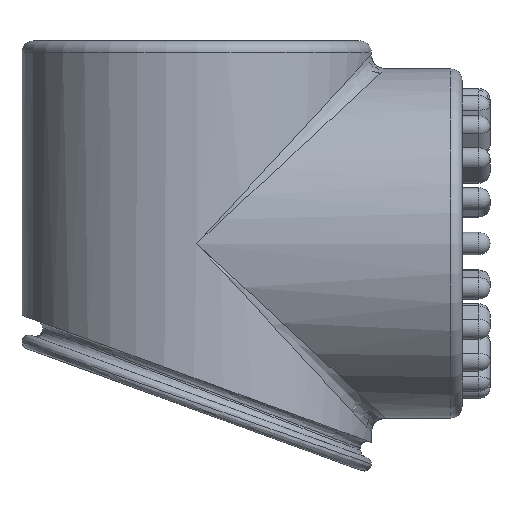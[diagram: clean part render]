
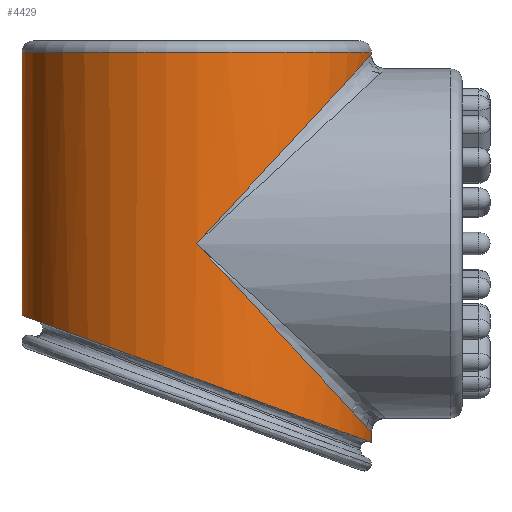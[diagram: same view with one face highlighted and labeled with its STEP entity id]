
A CAD part, front view. The second image highlights one B-rep face of the part: STEP entity #4429.
In plain terms, the highlighted cylindrical face has radius 6.25 mm (diameter 12.5 mm), a partial arc.
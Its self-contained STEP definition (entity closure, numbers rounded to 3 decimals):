
#381 = CARTESIAN_POINT ( 'NONE',  ( 0., 0., 7.35 ) ) ;
#476 = ORIENTED_EDGE ( 'NONE', *, *, #5606, .T. ) ;
#507 = CARTESIAN_POINT ( 'NONE',  ( 0., -6.25, 0.5 ) ) ;
#685 = DIRECTION ( 'NONE',  ( -1., 0., 0. ) ) ;
#705 = CARTESIAN_POINT ( 'NONE',  ( 6.25, 0., 7.25 ) ) ;
#916 = CARTESIAN_POINT ( 'NONE',  ( 6.25, -3.661, 7.25 ) ) ;
#1052 =( BOUNDED_CURVE ( )  B_SPLINE_CURVE ( 3, ( #13907, #3610, #6774, #1440 ),
 .UNSPECIFIED., .F., .T. ) 
 B_SPLINE_CURVE_WITH_KNOTS ( ( 4, 4 ),
 ( 3.142, 4.712 ),
 .UNSPECIFIED. ) 
 CURVE ( )  GEOMETRIC_REPRESENTATION_ITEM ( )  RATIONAL_B_SPLINE_CURVE ( ( 1., 0.805, 0.805, 1. ) ) 
 REPRESENTATION_ITEM ( '' )  );
#1347 = AXIS2_PLACEMENT_3D ( 'NONE', #381, #12927, #11158 ) ;
#1440 = CARTESIAN_POINT ( 'NONE',  ( 0., -6.25, 0.5 ) ) ;
#2080 = VERTEX_POINT ( 'NONE', #10080 ) ;
#2155 = VERTEX_POINT ( 'NONE', #4732 ) ;
#2159 = CARTESIAN_POINT ( 'NONE',  ( 6.25, 0., -6.25 ) ) ;
#2293 = VERTEX_POINT ( 'NONE', #13246 ) ;
#2390 = EDGE_CURVE ( 'NONE', #3240, #2155, #8232, .T. ) ;
#2409 =( BOUNDED_CURVE ( )  B_SPLINE_CURVE ( 3, ( #9563, #12742, #916, #705 ),
 .UNSPECIFIED., .F., .T. ) 
 B_SPLINE_CURVE_WITH_KNOTS ( ( 4, 4 ),
 ( 1.571, 3.142 ),
 .UNSPECIFIED. ) 
 CURVE ( )  GEOMETRIC_REPRESENTATION_ITEM ( )  RATIONAL_B_SPLINE_CURVE ( ( 1., 0.805, 0.805, 1. ) ) 
 REPRESENTATION_ITEM ( '' )  );
#2620 = VERTEX_POINT ( 'NONE', #2159 ) ;
#2808 = DIRECTION ( 'NONE',  ( 0., 0., -1. ) ) ;
#3037 = ORIENTED_EDGE ( 'NONE', *, *, #6231, .T. ) ;
#3078 = ORIENTED_EDGE ( 'NONE', *, *, #2390, .F. ) ;
#3240 = VERTEX_POINT ( 'NONE', #13432 ) ;
#3422 = CARTESIAN_POINT ( 'NONE',  ( 6.25, 0., 7.25 ) ) ;
#3582 = ORIENTED_EDGE ( 'NONE', *, *, #10994, .F. ) ;
#3610 = CARTESIAN_POINT ( 'NONE',  ( 6.25, -3.661, -6.25 ) ) ;
#3819 = CARTESIAN_POINT ( 'NONE',  ( 6.25, 0., 7.75 ) ) ;
#3850 = FACE_OUTER_BOUND ( 'NONE', #9865, .T. ) ;
#3900 = VERTEX_POINT ( 'NONE', #507 ) ;
#4429 = ADVANCED_FACE ( 'NONE', ( #3850 ), #12301, .T. ) ;
#4732 = CARTESIAN_POINT ( 'NONE',  ( -6.25, 0., -2.068 ) ) ;
#5403 = CARTESIAN_POINT ( 'NONE',  ( -6.25, -12.5, -2.068 ) ) ;
#5431 = DIRECTION ( 'NONE',  ( 0., 0., -1. ) ) ;
#5606 = EDGE_CURVE ( 'NONE', #3900, #9406, #2409, .T. ) ;
#5925 = DIRECTION ( 'NONE',  ( 0., 0., -1. ) ) ;
#6231 = EDGE_CURVE ( 'NONE', #2620, #3900, #1052, .T. ) ;
#6513 = EDGE_CURVE ( 'NONE', #2293, #9406, #10158, .T. ) ;
#6774 = CARTESIAN_POINT ( 'NONE',  ( 3.661, -6.25, -3.454 ) ) ;
#6958 = CIRCLE ( 'NONE', #1347, 6.25 ) ;
#7089 = VECTOR ( 'NONE', #7112, 1000. ) ;
#7112 = DIRECTION ( 'NONE',  ( 0., 0., -1. ) ) ;
#7677 = EDGE_CURVE ( 'NONE', #2080, #2155, #12395, .T. ) ;
#7689 = VECTOR ( 'NONE', #5925, 1000. ) ;
#8081 = VECTOR ( 'NONE', #5431, 1000. ) ;
#8232 =( BOUNDED_CURVE ( )  B_SPLINE_CURVE ( 3, ( #10347, #12536, #5403, #8583 ),
 .UNSPECIFIED., .F., .F. ) 
 B_SPLINE_CURVE_WITH_KNOTS ( ( 4, 4 ),
 ( 0., 3.142 ),
 .UNSPECIFIED. ) 
 CURVE ( )  GEOMETRIC_REPRESENTATION_ITEM ( )  RATIONAL_B_SPLINE_CURVE ( ( 1., 0.333, 0.333, 1. ) ) 
 REPRESENTATION_ITEM ( '' )  );
#8583 = CARTESIAN_POINT ( 'NONE',  ( -6.25, 0., -2.068 ) ) ;
#8820 = CARTESIAN_POINT ( 'NONE',  ( 6.25, 0., 7.75 ) ) ;
#9163 = CARTESIAN_POINT ( 'NONE',  ( -6.25, 0., 7.75 ) ) ;
#9406 = VERTEX_POINT ( 'NONE', #3422 ) ;
#9563 = CARTESIAN_POINT ( 'NONE',  ( 0., -6.25, 0.5 ) ) ;
#9800 = LINE ( 'NONE', #8820, #8081 ) ;
#9865 = EDGE_LOOP ( 'NONE', ( #13757, #13662, #12357, #3078, #3582, #3037, #476 ) ) ;
#10080 = CARTESIAN_POINT ( 'NONE',  ( -6.25, 0., 7.35 ) ) ;
#10158 = LINE ( 'NONE', #3819, #7689 ) ;
#10347 = CARTESIAN_POINT ( 'NONE',  ( 6.25, 0., -6.618 ) ) ;
#10466 = CARTESIAN_POINT ( 'NONE',  ( 0., 0., 7.75 ) ) ;
#10686 = AXIS2_PLACEMENT_3D ( 'NONE', #10466, #2808, #685 ) ;
#10735 = EDGE_CURVE ( 'NONE', #2293, #2080, #6958, .T. ) ;
#10994 = EDGE_CURVE ( 'NONE', #2620, #3240, #9800, .T. ) ;
#11158 = DIRECTION ( 'NONE',  ( 1., 0., 0. ) ) ;
#12301 = CYLINDRICAL_SURFACE ( 'NONE', #10686, 6.25 ) ;
#12357 = ORIENTED_EDGE ( 'NONE', *, *, #7677, .T. ) ;
#12395 = LINE ( 'NONE', #9163, #7089 ) ;
#12536 = CARTESIAN_POINT ( 'NONE',  ( 6.25, -12.5, -6.618 ) ) ;
#12742 = CARTESIAN_POINT ( 'NONE',  ( 3.661, -6.25, 4.454 ) ) ;
#12927 = DIRECTION ( 'NONE',  ( 0., 0., -1. ) ) ;
#13246 = CARTESIAN_POINT ( 'NONE',  ( 6.25, 0., 7.35 ) ) ;
#13432 = CARTESIAN_POINT ( 'NONE',  ( 6.25, 0., -6.618 ) ) ;
#13662 = ORIENTED_EDGE ( 'NONE', *, *, #10735, .T. ) ;
#13757 = ORIENTED_EDGE ( 'NONE', *, *, #6513, .F. ) ;
#13907 = CARTESIAN_POINT ( 'NONE',  ( 6.25, 0., -6.25 ) ) ;
